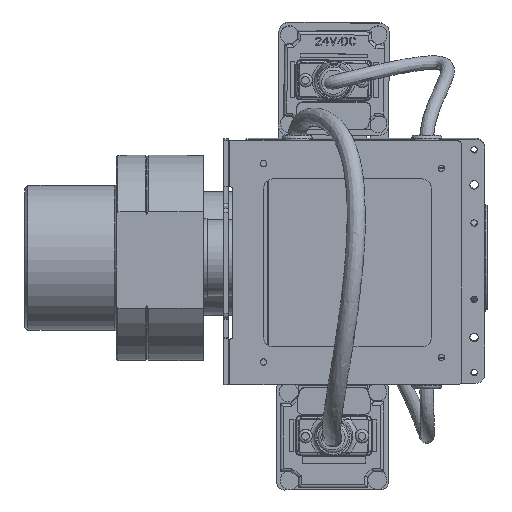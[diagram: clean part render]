
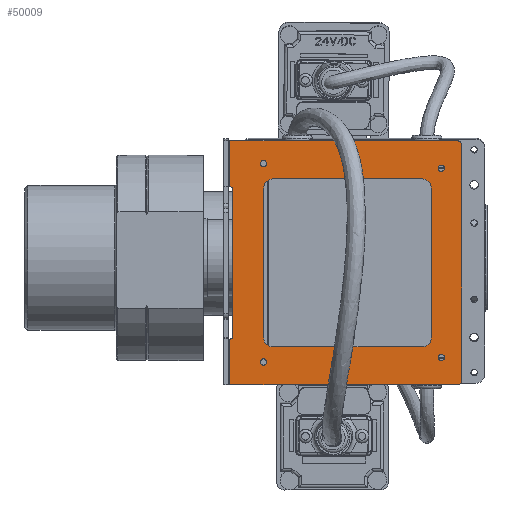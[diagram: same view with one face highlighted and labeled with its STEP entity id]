
A CAD part, top view. The second image highlights one B-rep face of the part: STEP entity #50009.
In plain terms, the highlighted face is planar.
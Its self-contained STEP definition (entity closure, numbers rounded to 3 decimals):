
#6937=FACE_BOUND('',#11522,.T.);
#6938=FACE_BOUND('',#11523,.T.);
#6939=FACE_BOUND('',#11524,.T.);
#6940=FACE_BOUND('',#11525,.T.);
#6941=FACE_BOUND('',#11526,.T.);
#7290=PLANE('',#54058);
#9018=FACE_OUTER_BOUND('',#11521,.T.);
#11521=EDGE_LOOP('',(#36776,#36777,#36778,#36779,#36780,#36781,#36782,#36783,
#36784,#36785));
#11522=EDGE_LOOP('',(#36786,#36787,#36788,#36789,#36790,#36791,#36792,#36793));
#11523=EDGE_LOOP('',(#36794));
#11524=EDGE_LOOP('',(#36795));
#11525=EDGE_LOOP('',(#36796));
#11526=EDGE_LOOP('',(#36797));
#14354=LINE('',#70988,#19260);
#14358=LINE('',#71000,#19264);
#14362=LINE('',#71012,#19268);
#14366=LINE('',#71023,#19272);
#14374=LINE('',#71060,#19280);
#14377=LINE('',#71066,#19283);
#14381=LINE('',#71078,#19287);
#14385=LINE('',#71090,#19291);
#14388=LINE('',#71096,#19294);
#14392=LINE('',#71107,#19298);
#19260=VECTOR('',#58099,10.);
#19264=VECTOR('',#58111,10.);
#19268=VECTOR('',#58123,10.);
#19272=VECTOR('',#58135,10.);
#19280=VECTOR('',#58175,10.);
#19283=VECTOR('',#58180,10.);
#19287=VECTOR('',#58192,10.);
#19291=VECTOR('',#58204,10.);
#19294=VECTOR('',#58209,10.);
#19298=VECTOR('',#58221,10.);
#24268=CIRCLE('',#54012,6.);
#24270=CIRCLE('',#54016,6.);
#24272=CIRCLE('',#54020,6.);
#24274=CIRCLE('',#54024,6.);
#24276=CIRCLE('',#54028,2.1);
#24278=CIRCLE('',#54031,2.1);
#24280=CIRCLE('',#54034,2.1);
#24282=CIRCLE('',#54037,2.1);
#24284=CIRCLE('',#54040,2.);
#24286=CIRCLE('',#54045,3.);
#24288=CIRCLE('',#54049,3.);
#24290=CIRCLE('',#54054,2.);
#25605=VERTEX_POINT('',#70978);
#25606=VERTEX_POINT('',#70979);
#25609=VERTEX_POINT('',#70987);
#25611=VERTEX_POINT('',#70993);
#25613=VERTEX_POINT('',#70999);
#25615=VERTEX_POINT('',#71005);
#25617=VERTEX_POINT('',#71011);
#25619=VERTEX_POINT('',#71017);
#25621=VERTEX_POINT('',#71026);
#25623=VERTEX_POINT('',#71032);
#25625=VERTEX_POINT('',#71038);
#25627=VERTEX_POINT('',#71044);
#25629=VERTEX_POINT('',#71050);
#25630=VERTEX_POINT('',#71051);
#25633=VERTEX_POINT('',#71059);
#25635=VERTEX_POINT('',#71065);
#25637=VERTEX_POINT('',#71071);
#25639=VERTEX_POINT('',#71077);
#25641=VERTEX_POINT('',#71083);
#25643=VERTEX_POINT('',#71089);
#25645=VERTEX_POINT('',#71095);
#25647=VERTEX_POINT('',#71101);
#29986=EDGE_CURVE('',#25605,#25606,#24268,.T.);
#29990=EDGE_CURVE('',#25609,#25605,#14354,.T.);
#29993=EDGE_CURVE('',#25611,#25609,#24270,.T.);
#29996=EDGE_CURVE('',#25613,#25611,#14358,.T.);
#29999=EDGE_CURVE('',#25615,#25613,#24272,.T.);
#30002=EDGE_CURVE('',#25617,#25615,#14362,.T.);
#30005=EDGE_CURVE('',#25619,#25617,#24274,.T.);
#30008=EDGE_CURVE('',#25606,#25619,#14366,.T.);
#30010=EDGE_CURVE('',#25621,#25621,#24276,.T.);
#30013=EDGE_CURVE('',#25623,#25623,#24278,.T.);
#30016=EDGE_CURVE('',#25625,#25625,#24280,.T.);
#30019=EDGE_CURVE('',#25627,#25627,#24282,.T.);
#30022=EDGE_CURVE('',#25629,#25630,#24284,.T.);
#30026=EDGE_CURVE('',#25633,#25629,#14374,.T.);
#30029=EDGE_CURVE('',#25635,#25633,#14377,.T.);
#30032=EDGE_CURVE('',#25637,#25635,#24286,.T.);
#30035=EDGE_CURVE('',#25639,#25637,#14381,.T.);
#30038=EDGE_CURVE('',#25641,#25639,#24288,.T.);
#30041=EDGE_CURVE('',#25643,#25641,#14385,.T.);
#30044=EDGE_CURVE('',#25645,#25643,#14388,.T.);
#30047=EDGE_CURVE('',#25647,#25645,#24290,.T.);
#30050=EDGE_CURVE('',#25630,#25647,#14392,.T.);
#36776=ORIENTED_EDGE('',*,*,#30050,.F.);
#36777=ORIENTED_EDGE('',*,*,#30022,.F.);
#36778=ORIENTED_EDGE('',*,*,#30026,.F.);
#36779=ORIENTED_EDGE('',*,*,#30029,.F.);
#36780=ORIENTED_EDGE('',*,*,#30032,.F.);
#36781=ORIENTED_EDGE('',*,*,#30035,.F.);
#36782=ORIENTED_EDGE('',*,*,#30038,.F.);
#36783=ORIENTED_EDGE('',*,*,#30041,.F.);
#36784=ORIENTED_EDGE('',*,*,#30044,.F.);
#36785=ORIENTED_EDGE('',*,*,#30047,.F.);
#36786=ORIENTED_EDGE('',*,*,#29986,.T.);
#36787=ORIENTED_EDGE('',*,*,#30008,.T.);
#36788=ORIENTED_EDGE('',*,*,#30005,.T.);
#36789=ORIENTED_EDGE('',*,*,#30002,.T.);
#36790=ORIENTED_EDGE('',*,*,#29999,.T.);
#36791=ORIENTED_EDGE('',*,*,#29996,.T.);
#36792=ORIENTED_EDGE('',*,*,#29993,.T.);
#36793=ORIENTED_EDGE('',*,*,#29990,.T.);
#36794=ORIENTED_EDGE('',*,*,#30010,.T.);
#36795=ORIENTED_EDGE('',*,*,#30013,.T.);
#36796=ORIENTED_EDGE('',*,*,#30016,.T.);
#36797=ORIENTED_EDGE('',*,*,#30019,.T.);
#50009=ADVANCED_FACE('',(#9018,#6937,#6938,#6939,#6940,#6941),#7290,.T.);
#54012=AXIS2_PLACEMENT_3D('',#70980,#58091,#58092);
#54016=AXIS2_PLACEMENT_3D('',#70994,#58104,#58105);
#54020=AXIS2_PLACEMENT_3D('',#71006,#58116,#58117);
#54024=AXIS2_PLACEMENT_3D('',#71018,#58128,#58129);
#54028=AXIS2_PLACEMENT_3D('',#71027,#58139,#58140);
#54031=AXIS2_PLACEMENT_3D('',#71033,#58146,#58147);
#54034=AXIS2_PLACEMENT_3D('',#71039,#58153,#58154);
#54037=AXIS2_PLACEMENT_3D('',#71045,#58160,#58161);
#54040=AXIS2_PLACEMENT_3D('',#71052,#58167,#58168);
#54045=AXIS2_PLACEMENT_3D('',#71072,#58185,#58186);
#54049=AXIS2_PLACEMENT_3D('',#71084,#58197,#58198);
#54054=AXIS2_PLACEMENT_3D('',#71102,#58214,#58215);
#54058=AXIS2_PLACEMENT_3D('',#71110,#58225,#58226);
#58091=DIRECTION('center_axis',(0.,-1.,0.));
#58092=DIRECTION('ref_axis',(0.,0.,-1.));
#58099=DIRECTION('',(0.,0.,1.));
#58104=DIRECTION('center_axis',(0.,-1.,0.));
#58105=DIRECTION('ref_axis',(-1.,0.,0.));
#58111=DIRECTION('',(1.,0.,0.));
#58116=DIRECTION('center_axis',(0.,-1.,0.));
#58117=DIRECTION('ref_axis',(0.,0.,1.));
#58123=DIRECTION('',(0.,0.,-1.));
#58128=DIRECTION('center_axis',(0.,-1.,0.));
#58129=DIRECTION('ref_axis',(1.,0.,0.));
#58135=DIRECTION('',(-1.,0.,0.));
#58139=DIRECTION('center_axis',(0.,-1.,0.));
#58140=DIRECTION('ref_axis',(0.,0.,1.));
#58146=DIRECTION('center_axis',(0.,-1.,0.));
#58147=DIRECTION('ref_axis',(0.,0.,1.));
#58153=DIRECTION('center_axis',(0.,-1.,0.));
#58154=DIRECTION('ref_axis',(0.,0.,1.));
#58160=DIRECTION('center_axis',(0.,-1.,0.));
#58161=DIRECTION('ref_axis',(0.,0.,1.));
#58167=DIRECTION('center_axis',(0.,1.,0.));
#58168=DIRECTION('ref_axis',(0.,0.,
-1.));
#58175=DIRECTION('',(0.,0.,1.));
#58180=DIRECTION('',(1.,0.,0.));
#58185=DIRECTION('center_axis',(0.,-1.,0.));
#58186=DIRECTION('ref_axis',(0.,0.,
1.));
#58192=DIRECTION('',(0.,0.,-1.));
#58197=DIRECTION('center_axis',(0.,-1.,0.));
#58198=DIRECTION('ref_axis',(1.,0.,0.));
#58204=DIRECTION('',(-1.,0.,0.));
#58209=DIRECTION('',(0.,0.,1.));
#58214=DIRECTION('center_axis',(0.,1.,0.));
#58215=DIRECTION('ref_axis',(-1.,0.,0.));
#58221=DIRECTION('',(0.,0.,1.));
#58225=DIRECTION('center_axis',(0.,1.,0.));
#58226=DIRECTION('ref_axis',(0.,0.,1.));
#70978=CARTESIAN_POINT('',(-8.45,139.,49.));
#70979=CARTESIAN_POINT('',(-14.45,139.,55.));
#70980=CARTESIAN_POINT('Origin',(-14.45,139.,49.));
#70987=CARTESIAN_POINT('',(-8.45,139.,-49.));
#70988=CARTESIAN_POINT('',(-8.45,139.,-24.5));
#70993=CARTESIAN_POINT('',(-14.45,139.,-55.));
#70994=CARTESIAN_POINT('Origin',(-14.45,139.,-49.));
#70999=CARTESIAN_POINT('',(-112.45,139.,-55.));
#71000=CARTESIAN_POINT('',(-87.265,139.,-55.));
#71005=CARTESIAN_POINT('',(-118.45,139.,-49.));
#71006=CARTESIAN_POINT('Origin',(-112.45,139.,-49.));
#71011=CARTESIAN_POINT('',(-118.45,139.,49.));
#71012=CARTESIAN_POINT('',(-118.45,139.,24.5));
#71017=CARTESIAN_POINT('',(-112.45,139.,55.));
#71018=CARTESIAN_POINT('Origin',(-112.45,139.,49.));
#71023=CARTESIAN_POINT('',(-38.265,139.,55.));
#71026=CARTESIAN_POINT('',(-8.45,139.,-67.1));
#71027=CARTESIAN_POINT('Origin',(-8.45,139.,-65.));
#71032=CARTESIAN_POINT('',(-124.95,139.,59.9));
#71033=CARTESIAN_POINT('Origin',(-124.95,139.,62.));
#71038=CARTESIAN_POINT('',(-8.45,139.,62.9));
#71039=CARTESIAN_POINT('Origin',(-8.45,139.,65.));
#71044=CARTESIAN_POINT('',(-124.95,139.,-64.1));
#71045=CARTESIAN_POINT('Origin',(-124.95,139.,-62.));
#71050=CARTESIAN_POINT('',(13.55,139.,-50.));
#71051=CARTESIAN_POINT('',(11.55,139.,-48.));
#71052=CARTESIAN_POINT('Origin',(13.55,139.,-48.));
#71059=CARTESIAN_POINT('',(13.55,139.,-80.));
#71060=CARTESIAN_POINT('',(13.55,139.,-80.));
#71065=CARTESIAN_POINT('',(-135.45,139.,-80.));
#71066=CARTESIAN_POINT('',(-135.45,139.,-80.));
#71071=CARTESIAN_POINT('',(-138.45,139.,-77.));
#71072=CARTESIAN_POINT('Origin',(-135.45,139.,-77.));
#71077=CARTESIAN_POINT('',(-138.45,139.,77.));
#71078=CARTESIAN_POINT('',(-138.45,139.,77.));
#71083=CARTESIAN_POINT('',(-135.45,139.,80.));
#71084=CARTESIAN_POINT('Origin',(-135.45,139.,77.));
#71089=CARTESIAN_POINT('',(13.55,139.,80.));
#71090=CARTESIAN_POINT('',(13.55,139.,80.));
#71095=CARTESIAN_POINT('',(13.55,139.,50.));
#71096=CARTESIAN_POINT('',(13.55,139.,50.));
#71101=CARTESIAN_POINT('',(11.55,139.,48.));
#71102=CARTESIAN_POINT('Origin',(13.55,139.,48.));
#71107=CARTESIAN_POINT('',(11.55,139.,-48.));
#71110=CARTESIAN_POINT('Origin',(-62.08,139.,0.));
